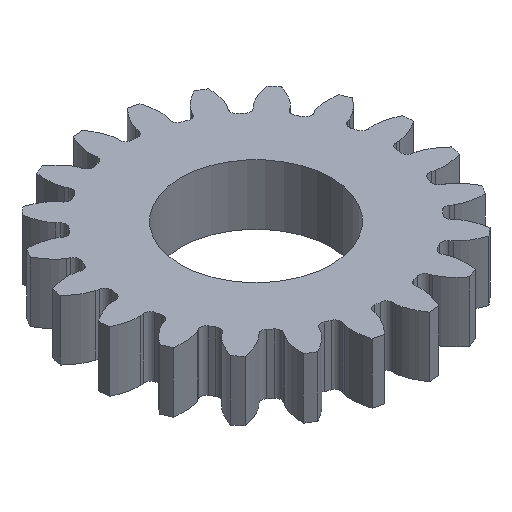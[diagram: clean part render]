
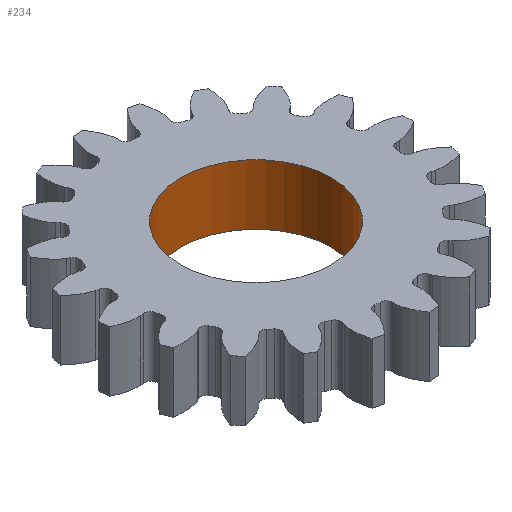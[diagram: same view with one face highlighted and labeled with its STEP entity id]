
A CAD part, isometric view. The second image highlights one B-rep face of the part: STEP entity #234.
In plain terms, the highlighted cylindrical face has radius 31.75 mm (diameter 63.5 mm), a full revolution.
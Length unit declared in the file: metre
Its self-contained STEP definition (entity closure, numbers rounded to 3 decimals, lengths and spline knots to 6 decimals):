
#234 = ADVANCED_FACE( '', ( #557, #558 ), #559, .F. );
#557 = FACE_OUTER_BOUND( '', #1486, .T. );
#558 = FACE_OUTER_BOUND( '', #1487, .T. );
#559 = CYLINDRICAL_SURFACE( '', #1488, 0.03175 );
#1486 = EDGE_LOOP( '', ( #2490 ) );
#1487 = EDGE_LOOP( '', ( #2491 ) );
#1488 = AXIS2_PLACEMENT_3D( '', #2492, #2493, #2494 );
#2490 = ORIENTED_EDGE( '', *, *, #3308, .T. );
#2491 = ORIENTED_EDGE( '', *, *, #3309, .F. );
#2492 = CARTESIAN_POINT( '', ( 0., 0., 0.0254 ) );
#2493 = DIRECTION( '', ( 0., 0., 1. ) );
#2494 = DIRECTION( '', ( -1., 0., 0. ) );
#3308 = EDGE_CURVE( '', #4110, #4110, #4111, .T. );
#3309 = EDGE_CURVE( '', #4112, #4112, #4113, .T. );
#4110 = VERTEX_POINT( '', #5714 );
#4111 = CIRCLE( '', #5715, 0.03175 );
#4112 = VERTEX_POINT( '', #5716 );
#4113 = CIRCLE( '', #5717, 0.03175 );
#5714 = CARTESIAN_POINT( '', ( 0.03175, 0., 0.0254 ) );
#5715 = AXIS2_PLACEMENT_3D( '', #6434, #6435, #6436 );
#5716 = CARTESIAN_POINT( '', ( 0.03175, 0., 0. ) );
#5717 = AXIS2_PLACEMENT_3D( '', #6437, #6438, #6439 );
#6434 = CARTESIAN_POINT( '', ( 0., 0., 0.0254 ) );
#6435 = DIRECTION( '', ( 0., 0., 1. ) );
#6436 = DIRECTION( '', ( 1., 0., 0. ) );
#6437 = CARTESIAN_POINT( '', ( 0., 0., 0. ) );
#6438 = DIRECTION( '', ( 0., 0., 1. ) );
#6439 = DIRECTION( '', ( 1., 0., 0. ) );
